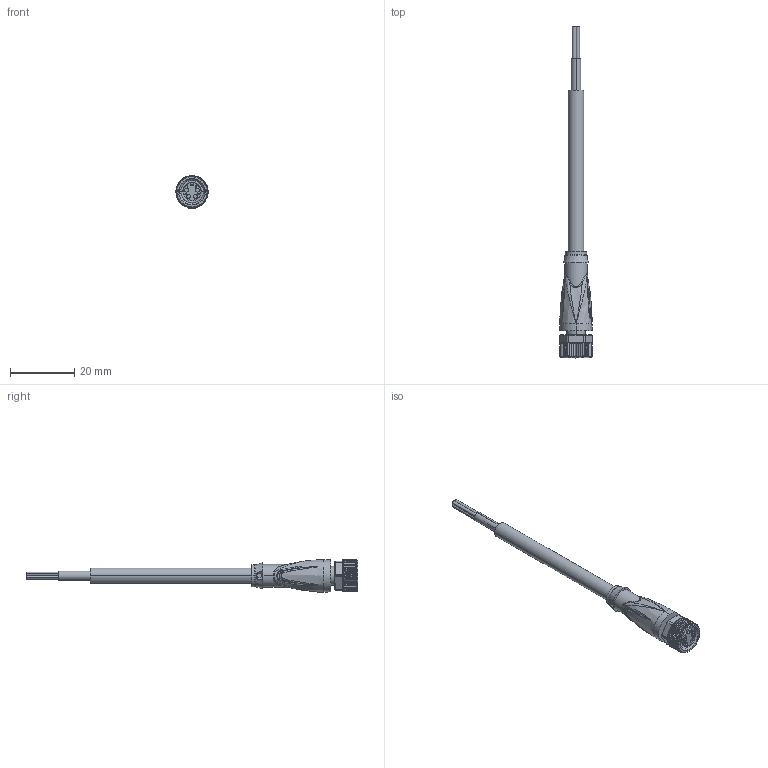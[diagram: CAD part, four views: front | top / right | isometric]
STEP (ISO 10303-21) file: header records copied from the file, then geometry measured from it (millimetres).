
FILE_DESCRIPTION(('STEP AP214'),'1');
FILE_NAME('cctmp_64C8FC43-5CBC-4E71-893F-4B2B5637F80C_2022_04_27_10_35_36_0112..stp','2022-04-27T08:35:41',('KiM GmbH'),('CADClick - www.CADClick.com'),'Spatial InterOp 3D postprocessed',' ','unknown authorization');
FILE_SCHEMA(('AUTOMOTIVE_DESIGN'));
Length unit declared in the file: millimetre
Products named in the file (7): T197107_1; Connection2; Cable; Connection1; Connection1_2; Connection1_1; T197107
Assembly tree (6 placements, depth 4):
  T197107
    T197107_1
      Connection2
      Cable
      Connection1
        Connection1_2
        Connection1_1
Bounding box: 10 x 103 x 10.15 mm (x, y, z)
Volume: 2867.8 mm3; surface area: 3125.2 mm2
Topology: 10 solids, 12 shells, 916 faces, 2382 edges, 1509 vertices
Faces by surface type: plane 455, torus 132, bspline 124, cylinder 119, cone 74, extrusion 12
Entity records: 80390 total; most frequent: CARTESIAN_POINT 51707, ORIENTED_EDGE 4756, DIRECTION 4062, EDGE_CURVE 2382, STYLED_ITEM 2003, PRESENTATION_STYLE_ASSIGNMENT 2003, VERTEX_POINT 1509, AXIS2_PLACEMENT_3D 1423
